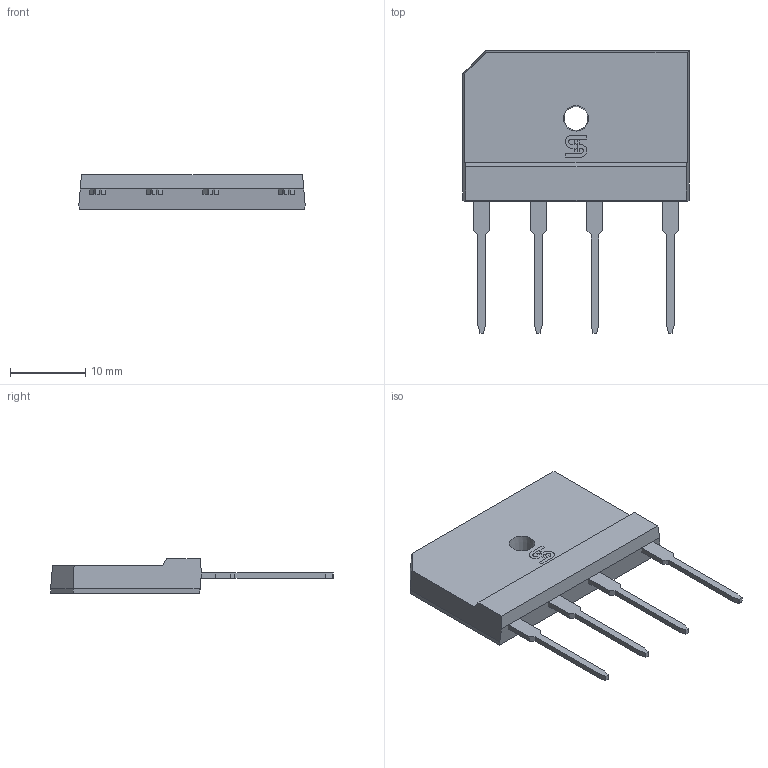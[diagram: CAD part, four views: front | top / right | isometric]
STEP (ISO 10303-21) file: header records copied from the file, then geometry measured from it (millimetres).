
FILE_DESCRIPTION(/* description */ (''),/* implementation_level */ '2;1');
FILE_NAME(/* name */ 'TS6P-3D Outline Structure.stp',/* time_stamp */ '2020-04-23T15:39:07+08:00',/* author */ ('he.song'),/* organization */ (''),/* preprocessor_version */ 'ST-DEVELOPER v16.13',/* originating_system */ 'Autodesk Inventor 2018',/* authorisation */ '');
FILE_SCHEMA (('AUTOMOTIVE_DESIGN { 1 0 10303 214 3 1 1 }'));
Length unit declared in the file: millimetre
Products named in the file (4): TS6P-1; TS6P LF; TS6P Body; 印字
Assembly tree (3 placements, depth 2):
  TS6P-1
    TS6P LF
    TS6P Body
    印字
Bounding box: 30 x 37.5 x 4.6 mm (x, y, z)
Volume: 2300.3 mm3; surface area: 1888.3 mm2
Topology: 7 solids, 7 shells, 100 faces, 255 edges, 168 vertices
Faces by surface type: plane 95, cylinder 4, cone 1
Entity records: 3127 total; most frequent: CARTESIAN_POINT 528, ORIENTED_EDGE 508, DIRECTION 479, EDGE_CURVE 253, LINE 243, VECTOR 243, VERTEX_POINT 167, AXIS2_PLACEMENT_3D 118
